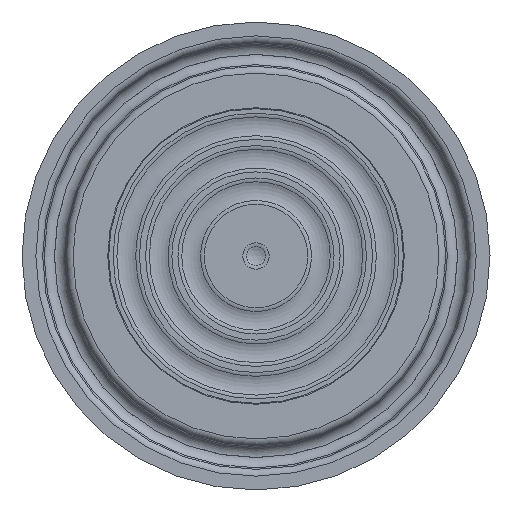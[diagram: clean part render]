
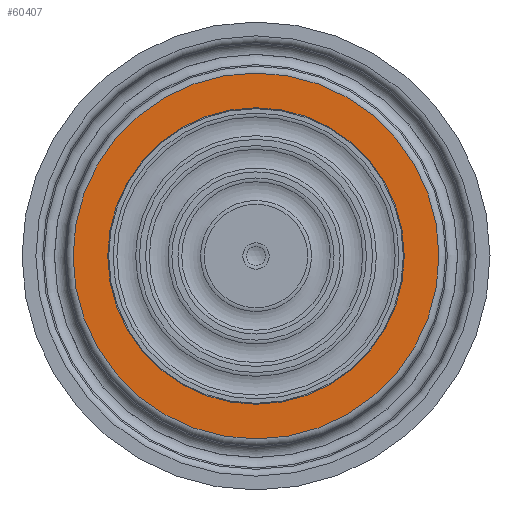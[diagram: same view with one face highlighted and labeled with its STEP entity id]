
A CAD part, left-side view. The second image highlights one B-rep face of the part: STEP entity #60407.
In plain terms, the highlighted planar face has unit normal (-1, 0, 0).
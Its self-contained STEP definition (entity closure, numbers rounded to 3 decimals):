
#4500=FACE_BOUND('',#15661,.T.);
#7715=PLANE('',#68285);
#11609=FACE_OUTER_BOUND('',#15660,.T.);
#15660=EDGE_LOOP('',(#56013));
#15661=EDGE_LOOP('',(#56014));
#16475=CIRCLE('',#68280,16.);
#16478=CIRCLE('',#68286,19.742);
#28762=VERTEX_POINT('',#137972);
#28764=VERTEX_POINT('',#137981);
#37856=EDGE_CURVE('',#28762,#28762,#16475,.T.);
#37860=EDGE_CURVE('',#28764,#28764,#16478,.T.);
#56013=ORIENTED_EDGE('',*,*,#37860,.F.);
#56014=ORIENTED_EDGE('',*,*,#37856,.T.);
#60407=ADVANCED_FACE('',(#11609,#4500),#7715,.T.);
#68280=AXIS2_PLACEMENT_3D('',#137973,#86379,#86380);
#68285=AXIS2_PLACEMENT_3D('',#137980,#86390,#86391);
#68286=AXIS2_PLACEMENT_3D('',#137982,#86392,#86393);
#86379=DIRECTION('center_axis',(1.,0.,0.));
#86380=DIRECTION('ref_axis',(0.,1.,0.));
#86390=DIRECTION('center_axis',(-1.,0.,0.));
#86391=DIRECTION('ref_axis',(0.,0.,1.));
#86392=DIRECTION('center_axis',(1.,0.,0.));
#86393=DIRECTION('ref_axis',(0.,0.,-1.));
#137972=CARTESIAN_POINT('',(0.,-16.,0.));
#137973=CARTESIAN_POINT('Origin',(0.,0.,
0.));
#137980=CARTESIAN_POINT('Origin',(0.,19.742,
0.));
#137981=CARTESIAN_POINT('',(0.,0.,
19.742));
#137982=CARTESIAN_POINT('Origin',(0.,0.,0.));
